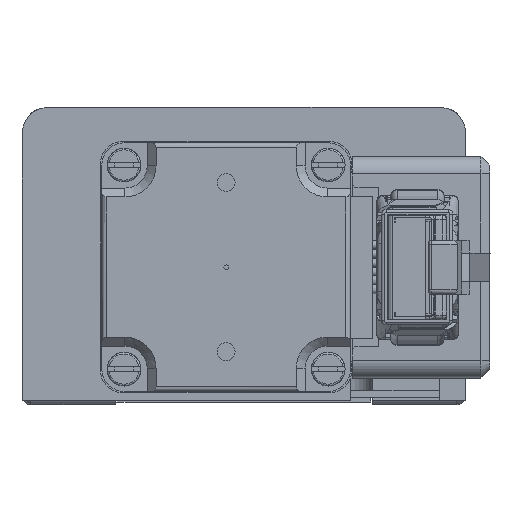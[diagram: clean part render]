
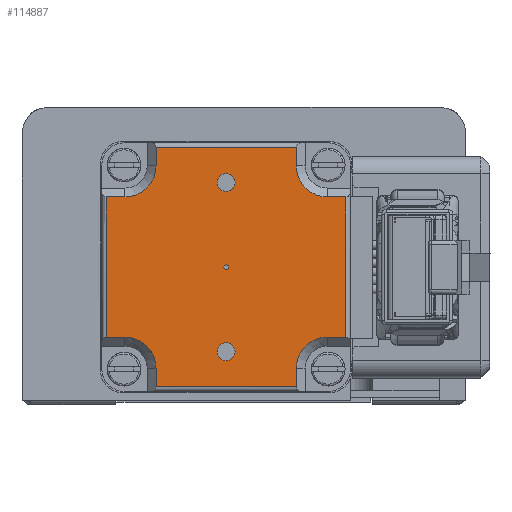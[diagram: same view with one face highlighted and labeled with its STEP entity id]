
A CAD part, front view. The second image highlights one B-rep face of the part: STEP entity #114887.
In plain terms, the highlighted face is planar.
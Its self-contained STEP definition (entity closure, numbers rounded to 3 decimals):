
#6309=PLANE('',#154158);
#18785=LINE('',#245755,#31325);
#18786=LINE('',#245757,#31326);
#18790=LINE('',#245765,#31330);
#18791=LINE('',#245769,#31331);
#18792=LINE('',#245771,#31332);
#18793=LINE('',#245773,#31333);
#18794=LINE('',#245777,#31334);
#18795=LINE('',#245779,#31335);
#18796=LINE('',#245781,#31336);
#18797=LINE('',#245785,#31337);
#18798=LINE('',#245787,#31338);
#18799=LINE('',#245789,#31339);
#31325=VECTOR('',#183144,1000.);
#31326=VECTOR('',#183147,1000.);
#31330=VECTOR('',#183153,1000.);
#31331=VECTOR('',#183156,1000.);
#31332=VECTOR('',#183157,1000.);
#31333=VECTOR('',#183158,1000.);
#31334=VECTOR('',#183161,1000.);
#31335=VECTOR('',#183162,1000.);
#31336=VECTOR('',#183163,1000.);
#31337=VECTOR('',#183166,1000.);
#31338=VECTOR('',#183167,1000.);
#31339=VECTOR('',#183168,1000.);
#63927=ORIENTED_EDGE('',*,*,#80500,.T.);
#63928=ORIENTED_EDGE('',*,*,#80499,.T.);
#63929=ORIENTED_EDGE('',*,*,#80498,.T.);
#63930=ORIENTED_EDGE('',*,*,#80504,.F.);
#63931=ORIENTED_EDGE('',*,*,#80509,.F.);
#63932=ORIENTED_EDGE('',*,*,#80510,.F.);
#63933=ORIENTED_EDGE('',*,*,#80511,.F.);
#63934=ORIENTED_EDGE('',*,*,#80512,.F.);
#63935=ORIENTED_EDGE('',*,*,#80513,.F.);
#63936=ORIENTED_EDGE('',*,*,#80514,.F.);
#63937=ORIENTED_EDGE('',*,*,#80515,.F.);
#63938=ORIENTED_EDGE('',*,*,#80516,.F.);
#63939=ORIENTED_EDGE('',*,*,#80517,.F.);
#63940=ORIENTED_EDGE('',*,*,#80518,.F.);
#63941=ORIENTED_EDGE('',*,*,#80519,.F.);
#63942=ORIENTED_EDGE('',*,*,#80520,.F.);
#63943=ORIENTED_EDGE('',*,*,#80521,.F.);
#63944=ORIENTED_EDGE('',*,*,#80522,.F.);
#63945=ORIENTED_EDGE('',*,*,#80505,.F.);
#80498=EDGE_CURVE('',#91509,#91509,#94088,.T.);
#80499=EDGE_CURVE('',#91510,#91510,#94089,.T.);
#80500=EDGE_CURVE('',#91511,#91511,#94090,.T.);
#80504=EDGE_CURVE('',#91515,#91512,#18785,.T.);
#80505=EDGE_CURVE('',#91512,#91516,#18786,.T.);
#80509=EDGE_CURVE('',#91519,#91515,#18790,.T.);
#80510=EDGE_CURVE('',#91520,#91519,#94091,.T.);
#80511=EDGE_CURVE('',#91521,#91520,#18791,.T.);
#80512=EDGE_CURVE('',#91522,#91521,#18792,.T.);
#80513=EDGE_CURVE('',#91523,#91522,#18793,.T.);
#80514=EDGE_CURVE('',#91524,#91523,#94092,.T.);
#80515=EDGE_CURVE('',#91525,#91524,#18794,.T.);
#80516=EDGE_CURVE('',#91526,#91525,#18795,.T.);
#80517=EDGE_CURVE('',#91527,#91526,#18796,.T.);
#80518=EDGE_CURVE('',#91528,#91527,#94093,.T.);
#80519=EDGE_CURVE('',#91529,#91528,#18797,.T.);
#80520=EDGE_CURVE('',#91530,#91529,#18798,.T.);
#80521=EDGE_CURVE('',#91531,#91530,#18799,.T.);
#80522=EDGE_CURVE('',#91516,#91531,#94094,.T.);
#91509=VERTEX_POINT('',#245740);
#91510=VERTEX_POINT('',#245743);
#91511=VERTEX_POINT('',#245746);
#91512=VERTEX_POINT('',#245749);
#91515=VERTEX_POINT('',#245754);
#91516=VERTEX_POINT('',#245758);
#91519=VERTEX_POINT('',#245766);
#91520=VERTEX_POINT('',#245768);
#91521=VERTEX_POINT('',#245770);
#91522=VERTEX_POINT('',#245772);
#91523=VERTEX_POINT('',#245774);
#91524=VERTEX_POINT('',#245776);
#91525=VERTEX_POINT('',#245778);
#91526=VERTEX_POINT('',#245780);
#91527=VERTEX_POINT('',#245782);
#91528=VERTEX_POINT('',#245784);
#91529=VERTEX_POINT('',#245786);
#91530=VERTEX_POINT('',#245788);
#91531=VERTEX_POINT('',#245790);
#94088=CIRCLE('',#154149,1.007);
#94089=CIRCLE('',#154151,1.007);
#94090=CIRCLE('',#154153,0.25);
#94091=CIRCLE('',#154159,3.5);
#94092=CIRCLE('',#154160,3.5);
#94093=CIRCLE('',#154161,3.5);
#94094=CIRCLE('',#154162,3.5);
#100856=EDGE_LOOP('',(#63927));
#100857=EDGE_LOOP('',(#63928));
#100858=EDGE_LOOP('',(#63929));
#100859=EDGE_LOOP('',(#63930,#63931,#63932,#63933,#63934,#63935,#63936,
#63937,#63938,#63939,#63940,#63941,#63942,#63943,#63944,#63945));
#107678=FACE_BOUND('',#100856,.T.);
#107679=FACE_BOUND('',#100857,.T.);
#107680=FACE_BOUND('',#100858,.T.);
#107681=FACE_BOUND('',#100859,.T.);
#114887=ADVANCED_FACE('',(#107678,#107679,#107680,#107681),#6309,.T.);
#154149=AXIS2_PLACEMENT_3D('',#245739,#183127,#183128);
#154151=AXIS2_PLACEMENT_3D('',#245742,#183131,#183132);
#154153=AXIS2_PLACEMENT_3D('',#245745,#183135,#183136);
#154158=AXIS2_PLACEMENT_3D('',#245764,#183151,#183152);
#154159=AXIS2_PLACEMENT_3D('',#245767,#183154,#183155);
#154160=AXIS2_PLACEMENT_3D('',#245775,#183159,#183160);
#154161=AXIS2_PLACEMENT_3D('',#245783,#183164,#183165);
#154162=AXIS2_PLACEMENT_3D('',#245791,#183169,#183170);
#183127=DIRECTION('',(0.,0.,1.));
#183128=DIRECTION('',(1.,0.,0.));
#183131=DIRECTION('',(0.,0.,1.));
#183132=DIRECTION('',(1.,0.,0.));
#183135=DIRECTION('',(0.,0.,1.));
#183136=DIRECTION('',(-1.,0.,0.));
#183144=DIRECTION('',(-1.,0.,0.));
#183147=DIRECTION('',(0.,-1.,0.));
#183151=DIRECTION('',(0.,0.,-1.));
#183152=DIRECTION('',(1.,0.,0.));
#183153=DIRECTION('',(0.,1.,0.));
#183154=DIRECTION('',(0.,0.,-1.));
#183155=DIRECTION('',(-1.,0.,0.));
#183156=DIRECTION('',(-1.,0.,0.));
#183157=DIRECTION('',(0.,1.,0.));
#183158=DIRECTION('',(1.,0.,0.));
#183159=DIRECTION('',(0.,0.,-1.));
#183160=DIRECTION('',(-1.,0.,0.));
#183161=DIRECTION('',(0.,1.,0.));
#183162=DIRECTION('',(1.,0.,0.));
#183163=DIRECTION('',(0.,-1.,0.));
#183164=DIRECTION('',(0.,0.,-1.));
#183165=DIRECTION('',(1.,0.,0.));
#183166=DIRECTION('',(1.,0.,0.));
#183167=DIRECTION('',(0.,-1.,0.));
#183168=DIRECTION('',(-1.,0.,0.));
#183169=DIRECTION('',(0.,0.,-1.));
#183170=DIRECTION('',(1.,0.,0.));
#245739=CARTESIAN_POINT('',(-9.525,0.,-26.));
#245740=CARTESIAN_POINT('',(-8.519,0.,-26.));
#245742=CARTESIAN_POINT('',(9.525,0.,-26.));
#245743=CARTESIAN_POINT('',(10.532,0.,-26.));
#245745=CARTESIAN_POINT('',(0.,0.,-26.));
#245746=CARTESIAN_POINT('',(-0.25,0.,-26.));
#245749=CARTESIAN_POINT('',(-7.9,13.5,-26.));
#245754=CARTESIAN_POINT('',(7.9,13.5,-26.));
#245755=CARTESIAN_POINT('',(7.9,13.5,-26.));
#245757=CARTESIAN_POINT('',(-7.9,13.5,-26.));
#245758=CARTESIAN_POINT('',(-7.9,11.4,-26.));
#245764=CARTESIAN_POINT('',(0.,0.,-26.));
#245765=CARTESIAN_POINT('',(7.9,11.4,-26.));
#245766=CARTESIAN_POINT('',(7.9,11.4,-26.));
#245767=CARTESIAN_POINT('',(11.4,11.4,-26.));
#245768=CARTESIAN_POINT('',(11.4,7.9,-26.));
#245769=CARTESIAN_POINT('',(13.5,7.9,-26.));
#245770=CARTESIAN_POINT('',(13.5,7.9,-26.));
#245771=CARTESIAN_POINT('',(13.5,-7.9,-26.));
#245772=CARTESIAN_POINT('',(13.5,-7.9,-26.));
#245773=CARTESIAN_POINT('',(11.4,-7.9,-26.));
#245774=CARTESIAN_POINT('',(11.4,-7.9,-26.));
#245775=CARTESIAN_POINT('',(11.4,-11.4,-26.));
#245776=CARTESIAN_POINT('',(7.9,-11.4,-26.));
#245777=CARTESIAN_POINT('',(7.9,-13.5,-26.));
#245778=CARTESIAN_POINT('',(7.9,-13.5,-26.));
#245779=CARTESIAN_POINT('',(-7.9,-13.5,-26.));
#245780=CARTESIAN_POINT('',(-7.9,-13.5,-26.));
#245781=CARTESIAN_POINT('',(-7.9,-11.4,-26.));
#245782=CARTESIAN_POINT('',(-7.9,-11.4,-26.));
#245783=CARTESIAN_POINT('',(-11.4,-11.4,-26.));
#245784=CARTESIAN_POINT('',(-11.4,-7.9,-26.));
#245785=CARTESIAN_POINT('',(-13.5,-7.9,-26.));
#245786=CARTESIAN_POINT('',(-13.5,-7.9,-26.));
#245787=CARTESIAN_POINT('',(-13.5,7.9,-26.));
#245788=CARTESIAN_POINT('',(-13.5,7.9,-26.));
#245789=CARTESIAN_POINT('',(-11.4,7.9,-26.));
#245790=CARTESIAN_POINT('',(-11.4,7.9,-26.));
#245791=CARTESIAN_POINT('',(-11.4,11.4,-26.));
